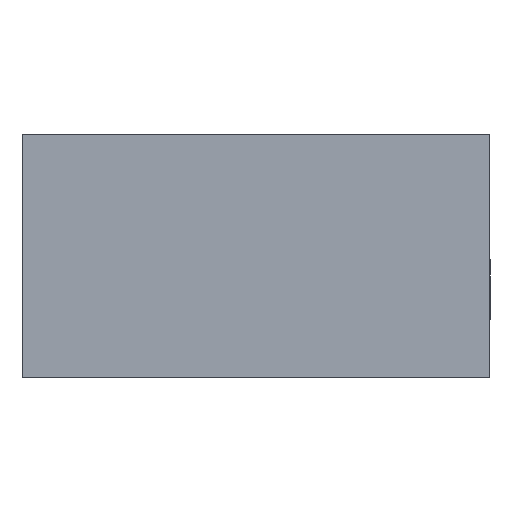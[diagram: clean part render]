
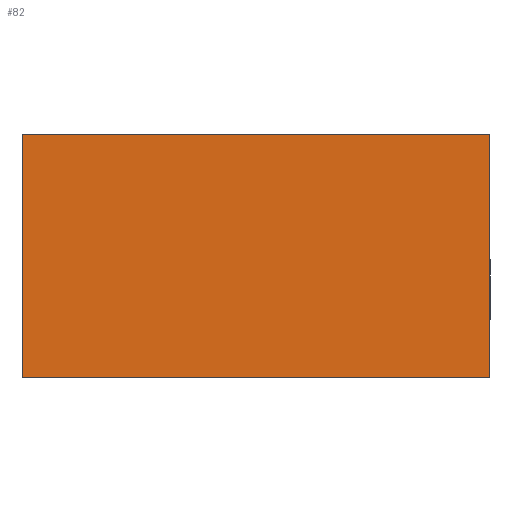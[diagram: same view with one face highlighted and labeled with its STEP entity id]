
A CAD part, left-side view. The second image highlights one B-rep face of the part: STEP entity #82.
In plain terms, the highlighted planar face has unit normal (-1, 0, 0).
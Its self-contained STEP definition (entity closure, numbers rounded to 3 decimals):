
#30 = DIRECTION ( 'NONE',  ( 0., 1., 0. ) ) ;
#82 = ADVANCED_FACE ( 'NONE', ( #175 ), #152, .F. ) ;
#83 = VERTEX_POINT ( 'NONE', #695 ) ;
#90 = EDGE_CURVE ( 'NONE', #83, #551, #356, .T. ) ;
#144 = VERTEX_POINT ( 'NONE', #336 ) ;
#152 = PLANE ( 'NONE',  #483 ) ;
#175 = FACE_OUTER_BOUND ( 'NONE', #338, .T. ) ;
#198 = VERTEX_POINT ( 'NONE', #764 ) ;
#200 = VECTOR ( 'NONE', #234, 1000. ) ;
#221 = CARTESIAN_POINT ( 'NONE',  ( 0., -24., 0. ) ) ;
#224 = EDGE_CURVE ( 'NONE', #144, #198, #762, .T. ) ;
#234 = DIRECTION ( 'NONE',  ( 0., -1., 0. ) ) ;
#269 = ORIENTED_EDGE ( 'NONE', *, *, #224, .F. ) ;
#286 = DIRECTION ( 'NONE',  ( 0., -1., 0. ) ) ;
#287 = ORIENTED_EDGE ( 'NONE', *, *, #752, .T. ) ;
#290 = EDGE_CURVE ( 'NONE', #198, #551, #538, .T. ) ;
#291 = CARTESIAN_POINT ( 'NONE',  ( 0., -24., 25. ) ) ;
#298 = ORIENTED_EDGE ( 'NONE', *, *, #90, .T. ) ;
#336 = CARTESIAN_POINT ( 'NONE',  ( 0., 24., 25. ) ) ;
#338 = EDGE_LOOP ( 'NONE', ( #298, #390, #269, #287 ) ) ;
#356 = LINE ( 'NONE', #221, #718 ) ;
#366 = CARTESIAN_POINT ( 'NONE',  ( 0., 24., 25. ) ) ;
#390 = ORIENTED_EDGE ( 'NONE', *, *, #290, .F. ) ;
#482 = DIRECTION ( 'NONE',  ( 0., 0., -1. ) ) ;
#483 = AXIS2_PLACEMENT_3D ( 'NONE', #742, #580, #30 ) ;
#513 = CARTESIAN_POINT ( 'NONE',  ( 0., -24., 0. ) ) ;
#538 = LINE ( 'NONE', #589, #674 ) ;
#551 = VERTEX_POINT ( 'NONE', #513 ) ;
#580 = DIRECTION ( 'NONE',  ( 1., 0., 0. ) ) ;
#589 = CARTESIAN_POINT ( 'NONE',  ( 0., -24., 25. ) ) ;
#646 = DIRECTION ( 'NONE',  ( 0., 0., -1. ) ) ;
#674 = VECTOR ( 'NONE', #646, 1000. ) ;
#695 = CARTESIAN_POINT ( 'NONE',  ( 0., 24., 0. ) ) ;
#704 = LINE ( 'NONE', #366, #735 ) ;
#718 = VECTOR ( 'NONE', #286, 1000. ) ;
#735 = VECTOR ( 'NONE', #482, 1000. ) ;
#742 = CARTESIAN_POINT ( 'NONE',  ( 0., -24., 25. ) ) ;
#752 = EDGE_CURVE ( 'NONE', #144, #83, #704, .T. ) ;
#762 = LINE ( 'NONE', #291, #200 ) ;
#764 = CARTESIAN_POINT ( 'NONE',  ( 0., -24., 25. ) ) ;
